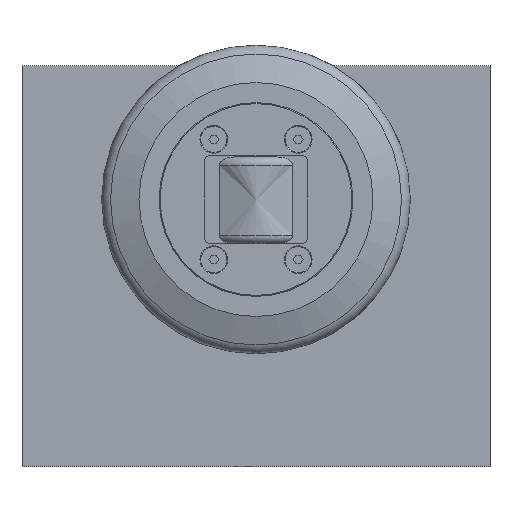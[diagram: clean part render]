
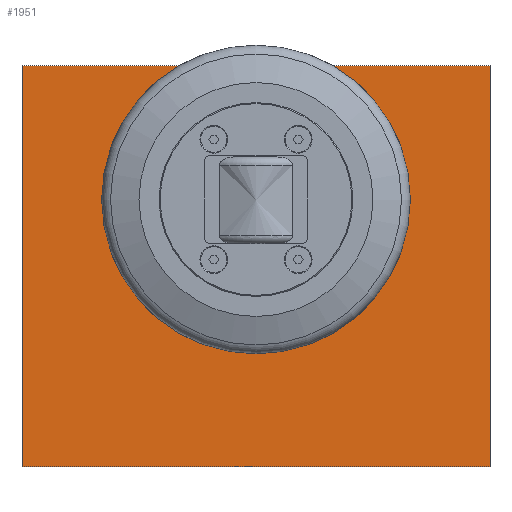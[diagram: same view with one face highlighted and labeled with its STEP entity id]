
A CAD part, front view. The second image highlights one B-rep face of the part: STEP entity #1951.
In plain terms, the highlighted planar face has unit normal (0, -1, 0).
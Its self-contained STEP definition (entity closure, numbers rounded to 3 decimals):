
#79=FACE_BOUND('',#390,.T.);
#158=CIRCLE('',#2125,29.);
#272=FACE_OUTER_BOUND('',#389,.T.);
#389=EDGE_LOOP('',(#1687,#1688,#1689,#1690));
#390=EDGE_LOOP('',(#1691));
#567=LINE('',#3373,#741);
#568=LINE('',#3375,#742);
#569=LINE('',#3377,#743);
#570=LINE('',#3378,#744);
#741=VECTOR('',#2654,10.);
#742=VECTOR('',#2655,10.);
#743=VECTOR('',#2656,10.);
#744=VECTOR('',#2657,10.);
#897=VERTEX_POINT('',#3278);
#928=VERTEX_POINT('',#3371);
#929=VERTEX_POINT('',#3372);
#930=VERTEX_POINT('',#3374);
#931=VERTEX_POINT('',#3376);
#1148=EDGE_CURVE('',#897,#897,#158,.T.);
#1193=EDGE_CURVE('',#928,#929,#567,.T.);
#1194=EDGE_CURVE('',#930,#929,#568,.T.);
#1195=EDGE_CURVE('',#931,#930,#569,.T.);
#1196=EDGE_CURVE('',#931,#928,#570,.T.);
#1687=ORIENTED_EDGE('',*,*,#1193,.T.);
#1688=ORIENTED_EDGE('',*,*,#1194,.F.);
#1689=ORIENTED_EDGE('',*,*,#1195,.F.);
#1690=ORIENTED_EDGE('',*,*,#1196,.T.);
#1691=ORIENTED_EDGE('',*,*,#1148,.T.);
#1855=PLANE('',#2147);
#1951=ADVANCED_FACE('',(#272,#79),#1855,.T.);
#2125=AXIS2_PLACEMENT_3D('',#3280,#2570,#2571);
#2147=AXIS2_PLACEMENT_3D('',#3370,#2652,#2653);
#2570=DIRECTION('center_axis',(0.,1.,0.));
#2571=DIRECTION('ref_axis',(0.,0.,1.));
#2652=DIRECTION('center_axis',(0.,-1.,0.));
#2653=DIRECTION('ref_axis',(0.,0.,-1.));
#2654=DIRECTION('',(0.,0.,1.));
#2655=DIRECTION('',(1.,0.,0.));
#2656=DIRECTION('',(0.,0.,1.));
#2657=DIRECTION('',(1.,0.,0.));
#3278=CARTESIAN_POINT('',(70.,0.,51.));
#3280=CARTESIAN_POINT('Origin',(70.,0.,80.));
#3370=CARTESIAN_POINT('Origin',(0.,0.,0.));
#3371=CARTESIAN_POINT('',(140.,0.,0.));
#3372=CARTESIAN_POINT('',(140.,0.,120.));
#3373=CARTESIAN_POINT('',(140.,0.,0.));
#3374=CARTESIAN_POINT('',(0.,0.,120.));
#3375=CARTESIAN_POINT('',(0.,0.,120.));
#3376=CARTESIAN_POINT('',(0.,0.,0.));
#3377=CARTESIAN_POINT('',(0.,0.,0.));
#3378=CARTESIAN_POINT('',(0.,0.,0.));
